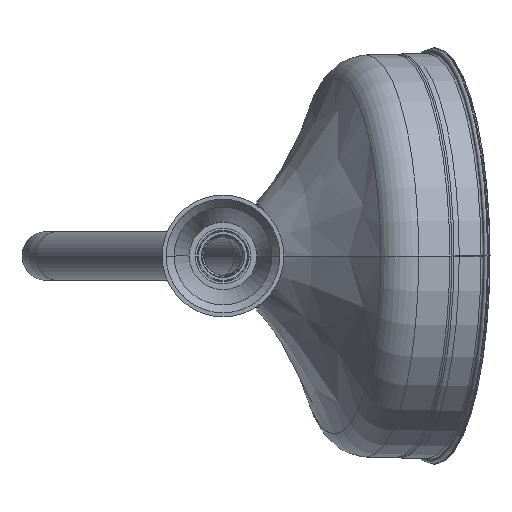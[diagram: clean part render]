
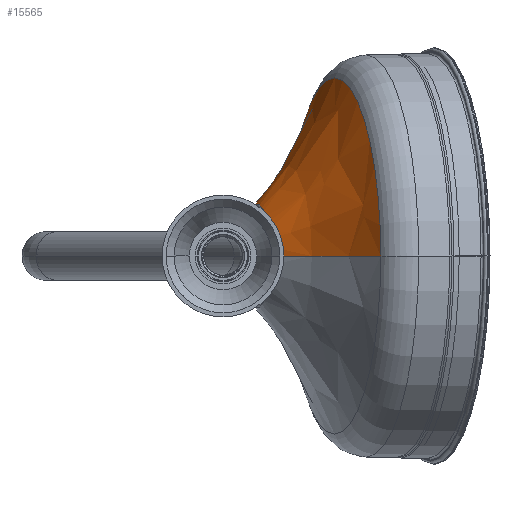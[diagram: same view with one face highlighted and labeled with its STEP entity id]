
A CAD part, left-side view. The second image highlights one B-rep face of the part: STEP entity #15565.
In plain terms, the highlighted free-form (B-spline) face has degree [3, 3] with [7, 4] control points.
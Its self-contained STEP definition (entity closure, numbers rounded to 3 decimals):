
#4709=CARTESIAN_POINT('',(0.,91.442,0.));
#4710=DIRECTION('',(0.,-1.,0.));
#4711=DIRECTION('',(1.,0.,0.));
#4712=AXIS2_PLACEMENT_3D('',#4709,#4710,#4711);
#4714=CARTESIAN_POINT('',(153.788,224.811,
0.));
#4715=DIRECTION('',(0.,0.,1.));
#4716=DIRECTION('',(-0.693,-0.721,0.));
#4717=AXIS2_PLACEMENT_3D('',#4714,#4715,#4716);
#4719=CARTESIAN_POINT('',(-153.788,224.811,0.));
#4720=DIRECTION('',(0.,0.,-1.));
#4721=DIRECTION('',(0.693,-0.721,0.));
#4722=AXIS2_PLACEMENT_3D('',#4719,#4720,#4721);
#4744=CARTESIAN_POINT('',(0.,52.,0.));
#4745=DIRECTION('',(0.,1.,0.));
#4746=DIRECTION('',(-1.,0.,0.));
#4747=AXIS2_PLACEMENT_3D('',#4744,#4745,#4746);
#13106=CARTESIAN_POINT('',(-87.747,52.,0.));
#13108=VERTEX_POINT('',#13106);
#13110=CARTESIAN_POINT('',(87.747,52.,0.));
#13112=VERTEX_POINT('',#13110);
#13118=CARTESIAN_POINT('',(25.578,91.442,0.));
#13119=CARTESIAN_POINT('',(-25.578,91.442,0.));
#13120=VERTEX_POINT('',#13118);
#13121=VERTEX_POINT('',#13119);
#15527=CARTESIAN_POINT('',(88.958,51.476,
-5.597));
#15528=CARTESIAN_POINT('',(64.755,60.522,
-4.074));
#15529=CARTESIAN_POINT('',(42.943,74.387,
-2.702));
#15530=CARTESIAN_POINT('',(24.465,92.473,
-1.539));
#15531=CARTESIAN_POINT('',(92.402,51.476,49.148));
#15532=CARTESIAN_POINT('',(67.263,60.522,35.776));
#15533=CARTESIAN_POINT('',(44.606,74.387,23.726));
#15534=CARTESIAN_POINT('',(25.412,92.473,13.517));
#15535=CARTESIAN_POINT('',(54.853,51.476,89.134));
#15536=CARTESIAN_POINT('',(39.929,60.522,64.883));
#15537=CARTESIAN_POINT('',(26.48,74.387,43.028));
#15538=CARTESIAN_POINT('',(15.086,92.473,24.514));
#15539=CARTESIAN_POINT('',(0.,51.476,
89.134));
#15540=CARTESIAN_POINT('',(0.,60.522,
64.883));
#15541=CARTESIAN_POINT('',(0.,74.387,43.028));
#15542=CARTESIAN_POINT('',(0.,92.473,24.514));
#15543=CARTESIAN_POINT('',(-54.853,51.476,
89.134));
#15544=CARTESIAN_POINT('',(-39.929,60.522,
64.883));
#15545=CARTESIAN_POINT('',(-26.48,74.387,
43.028));
#15546=CARTESIAN_POINT('',(-15.086,92.473,
24.514));
#15547=CARTESIAN_POINT('',(-92.402,51.476,
49.148));
#15548=CARTESIAN_POINT('',(-67.263,60.522,
35.776));
#15549=CARTESIAN_POINT('',(-44.606,74.387,
23.726));
#15550=CARTESIAN_POINT('',(-25.412,92.473,
13.517));
#15551=CARTESIAN_POINT('',(-88.958,51.476,
-5.597));
#15552=CARTESIAN_POINT('',(-64.755,60.522,
-4.074));
#15553=CARTESIAN_POINT('',(-42.943,74.387,
-2.702));
#15554=CARTESIAN_POINT('',(-24.465,92.473,
-1.539));
#15555=(BOUNDED_SURFACE()B_SPLINE_SURFACE(3,3,((#15527,#15528,#15529,#15530),(
#15531,#15532,#15533,#15534),(#15535,#15536,#15537,#15538),(#15539,#15540,
#15541,#15542),(#15543,#15544,#15545,#15546),(#15547,#15548,#15549,#15550),(
#15551,#15552,#15553,#15554)),.UNSPECIFIED.,.F.,.F.,.F.)B_SPLINE_SURFACE_WITH_KNOTS((4,3,4),(4,4),(0.,1.,2.),(0.,1.),.UNSPECIFIED.)GEOMETRIC_REPRESENTATION_ITEM()RATIONAL_B_SPLINE_SURFACE(((1.2,1.183,
1.183,1.2),(0.948,0.934,
0.934,0.948),(0.948,0.934,
0.934,0.948),(1.2,1.183,
1.183,1.2),(0.948,0.934,
0.934,0.948),(0.948,0.934,
0.934,0.948),(1.2,1.183,
1.183,1.2)))REPRESENTATION_ITEM('')SURFACE());
#15556=ORIENTED_EDGE('',*,*,#15517,.F.);
#15558=ORIENTED_EDGE('',*,*,#15557,.T.);
#15560=ORIENTED_EDGE('',*,*,#15559,.F.);
#15562=ORIENTED_EDGE('',*,*,#15561,.F.);
#15563=EDGE_LOOP('',(#15556,#15558,#15560,#15562));
#15564=FACE_OUTER_BOUND('',#15563,.F.);
#4713=CIRCLE('',#4712,25.578);
#4718=CIRCLE('',#4717,185.);
#4723=CIRCLE('',#4722,185.);
#4748=CIRCLE('',#4747,87.747);
#15517=EDGE_CURVE('',#13120,#13121,#4713,.T.);
#15557=EDGE_CURVE('',#13120,#13112,#4718,.T.);
#15559=EDGE_CURVE('',#13108,#13112,#4748,.T.);
#15561=EDGE_CURVE('',#13121,#13108,#4723,.T.);
#15565=ADVANCED_FACE('',(#15564),#15555,.F.);
